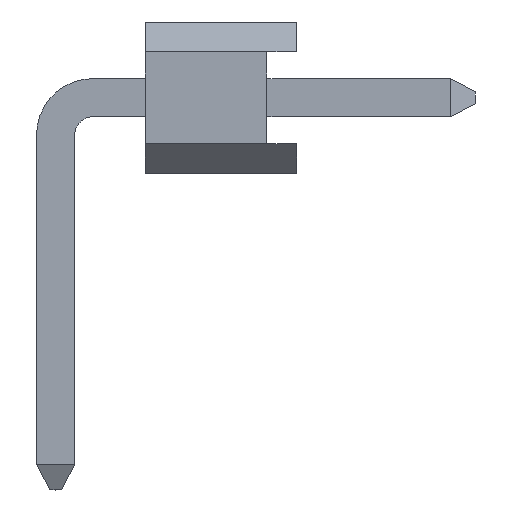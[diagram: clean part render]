
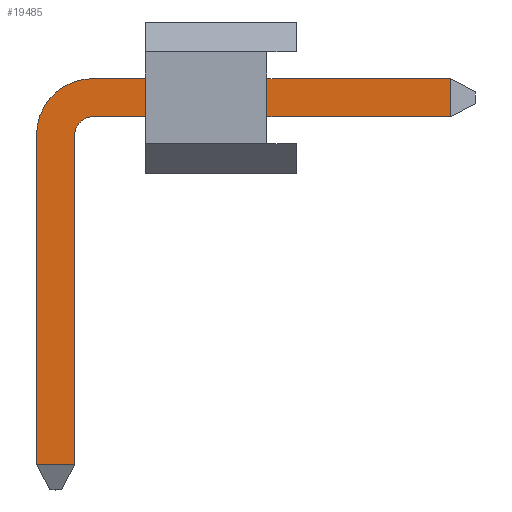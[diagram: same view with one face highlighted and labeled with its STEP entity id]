
A CAD part, left-side view. The second image highlights one B-rep face of the part: STEP entity #19485.
In plain terms, the highlighted planar face has unit normal (-1, 0, 0).
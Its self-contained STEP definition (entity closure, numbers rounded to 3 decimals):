
#88 = VERTEX_POINT ( 'NONE', #25249 ) ;
#477 = DIRECTION ( 'NONE',  ( 0., -1., 0. ) ) ;
#784 = CARTESIAN_POINT ( 'NONE',  ( -39.69, -2.58, -1.59 ) ) ;
#1011 = DIRECTION ( 'NONE',  ( 0., 1., 0. ) ) ;
#1096 = AXIS2_PLACEMENT_3D ( 'NONE', #36074, #20736, #23537 ) ;
#1133 = LINE ( 'NONE', #14085, #32955 ) ;
#1264 = CIRCLE ( 'NONE', #3793, 0.3 ) ;
#1548 = VERTEX_POINT ( 'NONE', #16023 ) ;
#2354 = VERTEX_POINT ( 'NONE', #8774 ) ;
#2578 = VECTOR ( 'NONE', #28626, 1000. ) ;
#2640 = LINE ( 'NONE', #25697, #38422 ) ;
#2860 = VERTEX_POINT ( 'NONE', #28220 ) ;
#3793 = AXIS2_PLACEMENT_3D ( 'NONE', #8249, #39292, #23772 ) ;
#4476 = LINE ( 'NONE', #5321, #23808 ) ;
#4663 = ORIENTED_EDGE ( 'NONE', *, *, #12179, .T. ) ;
#4779 = DIRECTION ( 'NONE',  ( 0., 0., -1. ) ) ;
#5321 = CARTESIAN_POINT ( 'NONE',  ( -39.69, -2.58, -7.85 ) ) ;
#6503 = CARTESIAN_POINT ( 'NONE',  ( -39.69, 3.72, -7.85 ) ) ;
#6645 = ORIENTED_EDGE ( 'NONE', *, *, #29114, .T. ) ;
#6692 = CARTESIAN_POINT ( 'NONE',  ( -39.69, 3.72, -1.89 ) ) ;
#6865 = VERTEX_POINT ( 'NONE', #8415 ) ;
#7350 = PLANE ( 'NONE',  #30576 ) ;
#7504 = VECTOR ( 'NONE', #16815, 1000. ) ;
#8249 = CARTESIAN_POINT ( 'NONE',  ( -39.69, 3.42, -1.89 ) ) ;
#8415 = CARTESIAN_POINT ( 'NONE',  ( -39.69, 4.36, -1.89 ) ) ;
#8774 = CARTESIAN_POINT ( 'NONE',  ( -39.69, 3.72, -7.43 ) ) ;
#9161 = EDGE_LOOP ( 'NONE', ( #22837, #35243, #10765, #25686, #4663, #23678, #13652, #6645 ) ) ;
#9628 = VERTEX_POINT ( 'NONE', #784 ) ;
#10765 = ORIENTED_EDGE ( 'NONE', *, *, #36573, .T. ) ;
#10812 = LINE ( 'NONE', #37708, #2578 ) ;
#12179 = EDGE_CURVE ( 'NONE', #24369, #9628, #19209, .T. ) ;
#13143 = CIRCLE ( 'NONE', #1096, 0.94 ) ;
#13652 = ORIENTED_EDGE ( 'NONE', *, *, #39652, .F. ) ;
#14085 = CARTESIAN_POINT ( 'NONE',  ( -39.69, 4.36, -1.59 ) ) ;
#16023 = CARTESIAN_POINT ( 'NONE',  ( -39.69, 3.42, -0.95 ) ) ;
#16815 = DIRECTION ( 'NONE',  ( 0., 0., 1. ) ) ;
#19209 = LINE ( 'NONE', #31479, #37529 ) ;
#19251 = FACE_OUTER_BOUND ( 'NONE', #9161, .T. ) ;
#19428 = DIRECTION ( 'NONE',  ( 1., 0., 0. ) ) ;
#19485 = ADVANCED_FACE ( 'NONE', ( #19251 ), #7350, .F. ) ;
#20736 = DIRECTION ( 'NONE',  ( -1., 0., 0. ) ) ;
#20916 = DIRECTION ( 'NONE',  ( 0., 0., 1. ) ) ;
#22837 = ORIENTED_EDGE ( 'NONE', *, *, #30298, .F. ) ;
#23537 = DIRECTION ( 'NONE',  ( 0., 0., -1. ) ) ;
#23678 = ORIENTED_EDGE ( 'NONE', *, *, #24388, .T. ) ;
#23772 = DIRECTION ( 'NONE',  ( 0., 0., -1. ) ) ;
#23808 = VECTOR ( 'NONE', #20916, 1000. ) ;
#24108 = CARTESIAN_POINT ( 'NONE',  ( -39.69, 3.42, -1.59 ) ) ;
#24369 = VERTEX_POINT ( 'NONE', #24108 ) ;
#24388 = EDGE_CURVE ( 'NONE', #9628, #88, #4476, .T. ) ;
#25249 = CARTESIAN_POINT ( 'NONE',  ( -39.69, -2.58, -0.95 ) ) ;
#25686 = ORIENTED_EDGE ( 'NONE', *, *, #31502, .T. ) ;
#25697 = CARTESIAN_POINT ( 'NONE',  ( -39.69, -3., -7.43 ) ) ;
#26185 = EDGE_CURVE ( 'NONE', #2354, #2860, #2640, .T. ) ;
#26872 = LINE ( 'NONE', #6503, #7504 ) ;
#28220 = CARTESIAN_POINT ( 'NONE',  ( -39.69, 4.36, -7.43 ) ) ;
#28626 = DIRECTION ( 'NONE',  ( 0., -1., 0. ) ) ;
#29114 = EDGE_CURVE ( 'NONE', #1548, #6865, #13143, .T. ) ;
#29271 = DIRECTION ( 'NONE',  ( 0., 0., 1. ) ) ;
#30298 = EDGE_CURVE ( 'NONE', #2860, #6865, #1133, .T. ) ;
#30576 = AXIS2_PLACEMENT_3D ( 'NONE', #32157, #19428, #4779 ) ;
#31479 = CARTESIAN_POINT ( 'NONE',  ( -39.69, 4.36, -1.59 ) ) ;
#31502 = EDGE_CURVE ( 'NONE', #38623, #24369, #1264, .T. ) ;
#32157 = CARTESIAN_POINT ( 'NONE',  ( -39.69, 4.36, -1.59 ) ) ;
#32955 = VECTOR ( 'NONE', #29271, 1000. ) ;
#35243 = ORIENTED_EDGE ( 'NONE', *, *, #26185, .F. ) ;
#36074 = CARTESIAN_POINT ( 'NONE',  ( -39.69, 3.42, -1.89 ) ) ;
#36573 = EDGE_CURVE ( 'NONE', #2354, #38623, #26872, .T. ) ;
#37529 = VECTOR ( 'NONE', #477, 1000. ) ;
#37708 = CARTESIAN_POINT ( 'NONE',  ( -39.69, 4.36, -0.95 ) ) ;
#38422 = VECTOR ( 'NONE', #1011, 1000. ) ;
#38623 = VERTEX_POINT ( 'NONE', #6692 ) ;
#39292 = DIRECTION ( 'NONE',  ( 1., 0., 0. ) ) ;
#39652 = EDGE_CURVE ( 'NONE', #1548, #88, #10812, .T. ) ;
